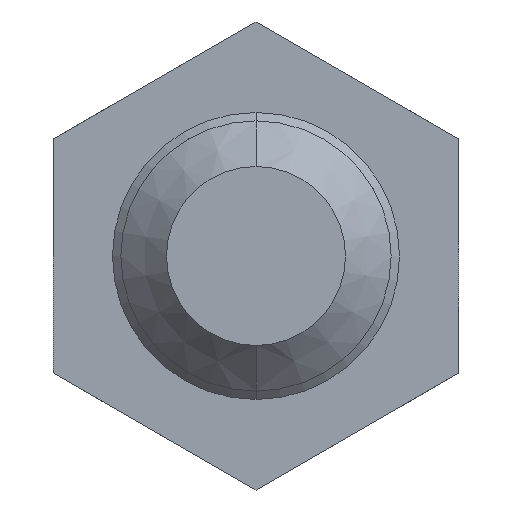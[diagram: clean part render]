
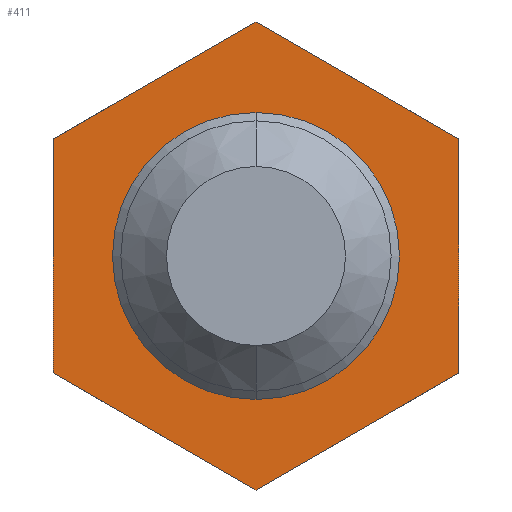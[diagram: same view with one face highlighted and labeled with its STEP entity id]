
A CAD part, front view. The second image highlights one B-rep face of the part: STEP entity #411.
In plain terms, the highlighted planar face has unit normal (0, -1, 0).
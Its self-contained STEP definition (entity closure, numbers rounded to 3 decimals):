
#4 = VERTEX_POINT ( 'NONE', #452 ) ;
#5 = VERTEX_POINT ( 'NONE', #380 ) ;
#20 = CARTESIAN_POINT ( 'NONE',  ( 0., 0., -13.856 ) ) ;
#23 = DIRECTION ( 'NONE',  ( 0., -1., 0. ) ) ;
#27 = VERTEX_POINT ( 'NONE', #649 ) ;
#37 = VERTEX_POINT ( 'NONE', #861 ) ;
#46 = CARTESIAN_POINT ( 'NONE',  ( 12., 0., 6.928 ) ) ;
#64 = VECTOR ( 'NONE', #109, 1000. ) ;
#72 = CARTESIAN_POINT ( 'NONE',  ( 0., 0., 13.856 ) ) ;
#84 = EDGE_CURVE ( 'NONE', #442, #5, #142, .T. ) ;
#95 = CIRCLE ( 'NONE', #108, 8.5 ) ;
#99 = ORIENTED_EDGE ( 'NONE', *, *, #612, .F. ) ;
#108 = AXIS2_PLACEMENT_3D ( 'NONE', #420, #619, #292 ) ;
#109 = DIRECTION ( 'NONE',  ( -0.866, 0., -0.5 ) ) ;
#142 = LINE ( 'NONE', #432, #64 ) ;
#163 = DIRECTION ( 'NONE',  ( 0., 0., -1. ) ) ;
#177 = ORIENTED_EDGE ( 'NONE', *, *, #84, .F. ) ;
#193 = EDGE_CURVE ( 'NONE', #4, #442, #367, .T. ) ;
#207 = LINE ( 'NONE', #72, #222 ) ;
#209 = VECTOR ( 'NONE', #540, 1000. ) ;
#217 = VERTEX_POINT ( 'NONE', #707 ) ;
#222 = VECTOR ( 'NONE', #659, 1000. ) ;
#229 = VECTOR ( 'NONE', #384, 1000. ) ;
#252 = LINE ( 'NONE', #20, #209 ) ;
#292 = DIRECTION ( 'NONE',  ( 0., 0., -1. ) ) ;
#300 = CARTESIAN_POINT ( 'NONE',  ( 0., 0., 0. ) ) ;
#303 = VERTEX_POINT ( 'NONE', #550 ) ;
#306 = EDGE_CURVE ( 'NONE', #697, #27, #95, .T. ) ;
#314 = CARTESIAN_POINT ( 'NONE',  ( 12., 0., -6.928 ) ) ;
#320 = EDGE_CURVE ( 'NONE', #27, #697, #409, .T. ) ;
#355 = FACE_BOUND ( 'NONE', #595, .T. ) ;
#364 = VECTOR ( 'NONE', #445, 1000. ) ;
#367 = LINE ( 'NONE', #46, #229 ) ;
#371 = FACE_OUTER_BOUND ( 'NONE', #484, .T. ) ;
#380 = CARTESIAN_POINT ( 'NONE',  ( 0., 0., -13.856 ) ) ;
#384 = DIRECTION ( 'NONE',  ( 0., 0., -1. ) ) ;
#385 = CARTESIAN_POINT ( 'NONE',  ( 12., 0., -6.928 ) ) ;
#387 = LINE ( 'NONE', #792, #466 ) ;
#398 = ORIENTED_EDGE ( 'NONE', *, *, #193, .F. ) ;
#399 = LINE ( 'NONE', #767, #364 ) ;
#409 = CIRCLE ( 'NONE', #765, 8.5 ) ;
#411 = ADVANCED_FACE ( 'NONE', ( #371, #355 ), #500, .T. ) ;
#420 = CARTESIAN_POINT ( 'NONE',  ( 0., 0., 0. ) ) ;
#432 = CARTESIAN_POINT ( 'NONE',  ( 12., 0., -6.928 ) ) ;
#442 = VERTEX_POINT ( 'NONE', #314 ) ;
#445 = DIRECTION ( 'NONE',  ( 0., 0., 1. ) ) ;
#452 = CARTESIAN_POINT ( 'NONE',  ( 12., 0., 6.928 ) ) ;
#466 = VECTOR ( 'NONE', #790, 1000. ) ;
#484 = EDGE_LOOP ( 'NONE', ( #177, #398, #522, #766, #99, #630 ) ) ;
#495 = ORIENTED_EDGE ( 'NONE', *, *, #320, .F. ) ;
#500 = PLANE ( 'NONE',  #548 ) ;
#522 = ORIENTED_EDGE ( 'NONE', *, *, #713, .F. ) ;
#540 = DIRECTION ( 'NONE',  ( -0.866, 0., 0.5 ) ) ;
#548 = AXIS2_PLACEMENT_3D ( 'NONE', #385, #847, #705 ) ;
#550 = CARTESIAN_POINT ( 'NONE',  ( 0., 0., 13.856 ) ) ;
#579 = ORIENTED_EDGE ( 'NONE', *, *, #306, .F. ) ;
#586 = EDGE_CURVE ( 'NONE', #5, #37, #252, .T. ) ;
#595 = EDGE_LOOP ( 'NONE', ( #579, #495 ) ) ;
#612 = EDGE_CURVE ( 'NONE', #37, #217, #399, .T. ) ;
#619 = DIRECTION ( 'NONE',  ( 0., -1., 0. ) ) ;
#630 = ORIENTED_EDGE ( 'NONE', *, *, #586, .F. ) ;
#649 = CARTESIAN_POINT ( 'NONE',  ( 0., 0., -8.5 ) ) ;
#659 = DIRECTION ( 'NONE',  ( 0.866, 0., -0.5 ) ) ;
#697 = VERTEX_POINT ( 'NONE', #711 ) ;
#705 = DIRECTION ( 'NONE',  ( 0., 0., -1. ) ) ;
#707 = CARTESIAN_POINT ( 'NONE',  ( -12., 0., 6.928 ) ) ;
#711 = CARTESIAN_POINT ( 'NONE',  ( 0., 0., 8.5 ) ) ;
#713 = EDGE_CURVE ( 'NONE', #303, #4, #207, .T. ) ;
#765 = AXIS2_PLACEMENT_3D ( 'NONE', #300, #23, #163 ) ;
#766 = ORIENTED_EDGE ( 'NONE', *, *, #778, .F. ) ;
#767 = CARTESIAN_POINT ( 'NONE',  ( -12., 0., -6.928 ) ) ;
#778 = EDGE_CURVE ( 'NONE', #217, #303, #387, .T. ) ;
#790 = DIRECTION ( 'NONE',  ( 0.866, 0., 0.5 ) ) ;
#792 = CARTESIAN_POINT ( 'NONE',  ( -12., 0., 6.928 ) ) ;
#847 = DIRECTION ( 'NONE',  ( 0., -1., 0. ) ) ;
#861 = CARTESIAN_POINT ( 'NONE',  ( -12., 0., -6.928 ) ) ;
